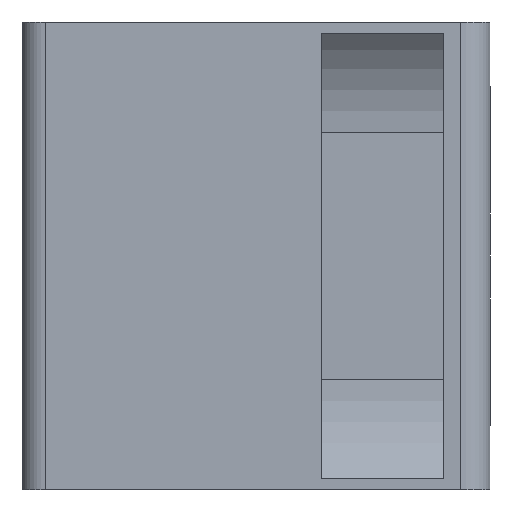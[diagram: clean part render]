
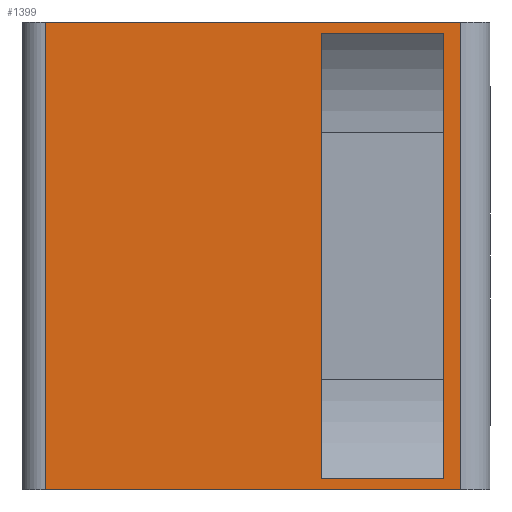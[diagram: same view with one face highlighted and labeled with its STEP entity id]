
A CAD part, left-side view. The second image highlights one B-rep face of the part: STEP entity #1399.
In plain terms, the highlighted planar face has unit normal (-1, 0, 0).
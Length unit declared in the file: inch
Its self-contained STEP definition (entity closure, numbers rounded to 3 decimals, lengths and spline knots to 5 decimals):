
#35 = DIRECTION ( 'NONE',  ( 0., 0., -1. ) ) ;
#52 = AXIS2_PLACEMENT_3D ( 'NONE', #524, #507, #510 ) ;
#56 = LINE ( 'NONE', #316, #532 ) ;
#62 = EDGE_CURVE ( 'NONE', #949, #1271, #1306, .T. ) ;
#65 = EDGE_CURVE ( 'NONE', #947, #496, #56, .T. ) ;
#101 = EDGE_CURVE ( 'NONE', #947, #255, #860, .T. ) ;
#114 = VERTEX_POINT ( 'NONE', #979 ) ;
#115 = ORIENTED_EDGE ( 'NONE', *, *, #1032, .F. ) ;
#147 = EDGE_CURVE ( 'NONE', #114, #1271, #279, .T. ) ;
#194 = VECTOR ( 'NONE', #1110, 39.37008 ) ;
#255 = VERTEX_POINT ( 'NONE', #1484 ) ;
#276 = CARTESIAN_POINT ( 'NONE',  ( 0., 0.225, 0.0155 ) ) ;
#279 = LINE ( 'NONE', #1511, #1265 ) ;
#287 = DIRECTION ( 'NONE',  ( 0., 0., 1. ) ) ;
#316 = CARTESIAN_POINT ( 'NONE',  ( 0., 0.225, 0.0155 ) ) ;
#364 = DIRECTION ( 'NONE',  ( 0., -1., 0. ) ) ;
#365 = VERTEX_POINT ( 'NONE', #1236 ) ;
#387 = CARTESIAN_POINT ( 'NONE',  ( 0., 0.594, 0. ) ) ;
#394 = LINE ( 'NONE', #864, #1485 ) ;
#416 = EDGE_CURVE ( 'NONE', #365, #949, #1173, .T. ) ;
#493 = VECTOR ( 'NONE', #287, 39.37008 ) ;
#496 = VERTEX_POINT ( 'NONE', #749 ) ;
#507 = DIRECTION ( 'NONE',  ( 1., 0., 0. ) ) ;
#510 = DIRECTION ( 'NONE',  ( 0., 1., 0. ) ) ;
#522 = PLANE ( 'NONE',  #52 ) ;
#524 = CARTESIAN_POINT ( 'NONE',  ( 0., 0.594, 0.625 ) ) ;
#532 = VECTOR ( 'NONE', #364, 39.37008 ) ;
#538 = CARTESIAN_POINT ( 'NONE',  ( 0., 0.062, 0.6095 ) ) ;
#541 = ORIENTED_EDGE ( 'NONE', *, *, #719, .F. ) ;
#677 = CARTESIAN_POINT ( 'NONE',  ( 0., 0.03937, 0. ) ) ;
#719 = EDGE_CURVE ( 'NONE', #365, #114, #394, .T. ) ;
#749 = CARTESIAN_POINT ( 'NONE',  ( 0., 0.062, 0.0155 ) ) ;
#783 = FACE_OUTER_BOUND ( 'NONE', #913, .T. ) ;
#792 = LINE ( 'NONE', #1008, #1467 ) ;
#822 = ORIENTED_EDGE ( 'NONE', *, *, #62, .T. ) ;
#860 = LINE ( 'NONE', #276, #493 ) ;
#861 = DIRECTION ( 'NONE',  ( 0., -1., 0. ) ) ;
#864 = CARTESIAN_POINT ( 'NONE',  ( 0., 0.594, 0.625 ) ) ;
#909 = ORIENTED_EDGE ( 'NONE', *, *, #416, .T. ) ;
#913 = EDGE_LOOP ( 'NONE', ( #822, #1194, #541, #909 ) ) ;
#947 = VERTEX_POINT ( 'NONE', #1278 ) ;
#949 = VERTEX_POINT ( 'NONE', #1269 ) ;
#965 = EDGE_CURVE ( 'NONE', #255, #1350, #1244, .T. ) ;
#979 = CARTESIAN_POINT ( 'NONE',  ( 0., 0.03937, 0.625 ) ) ;
#1008 = CARTESIAN_POINT ( 'NONE',  ( 0., 0.062, 0.0155 ) ) ;
#1011 = DIRECTION ( 'NONE',  ( 0., 0., 1. ) ) ;
#1032 = EDGE_CURVE ( 'NONE', #496, #1350, #792, .T. ) ;
#1084 = EDGE_LOOP ( 'NONE', ( #1274, #1309, #1349, #115 ) ) ;
#1110 = DIRECTION ( 'NONE',  ( 0., 0., -1. ) ) ;
#1155 = FACE_BOUND ( 'NONE', #1084, .T. ) ;
#1158 = DIRECTION ( 'NONE',  ( 0., -1., 0. ) ) ;
#1162 = VECTOR ( 'NONE', #1300, 39.37008 ) ;
#1173 = LINE ( 'NONE', #1417, #194 ) ;
#1194 = ORIENTED_EDGE ( 'NONE', *, *, #147, .F. ) ;
#1236 = CARTESIAN_POINT ( 'NONE',  ( 0., 0.594, 0.625 ) ) ;
#1244 = LINE ( 'NONE', #1279, #1162 ) ;
#1265 = VECTOR ( 'NONE', #35, 39.37008 ) ;
#1268 = VECTOR ( 'NONE', #1158, 39.37008 ) ;
#1269 = CARTESIAN_POINT ( 'NONE',  ( 0., 0.594, 0. ) ) ;
#1271 = VERTEX_POINT ( 'NONE', #677 ) ;
#1274 = ORIENTED_EDGE ( 'NONE', *, *, #65, .F. ) ;
#1278 = CARTESIAN_POINT ( 'NONE',  ( 0., 0.225, 0.0155 ) ) ;
#1279 = CARTESIAN_POINT ( 'NONE',  ( 0., 0.225, 0.6095 ) ) ;
#1300 = DIRECTION ( 'NONE',  ( 0., -1., 0. ) ) ;
#1306 = LINE ( 'NONE', #387, #1268 ) ;
#1309 = ORIENTED_EDGE ( 'NONE', *, *, #101, .T. ) ;
#1349 = ORIENTED_EDGE ( 'NONE', *, *, #965, .T. ) ;
#1350 = VERTEX_POINT ( 'NONE', #538 ) ;
#1399 = ADVANCED_FACE ( 'NONE', ( #783, #1155 ), #522, .F. ) ;
#1417 = CARTESIAN_POINT ( 'NONE',  ( 0., 0.594, 0.625 ) ) ;
#1467 = VECTOR ( 'NONE', #1011, 39.37008 ) ;
#1484 = CARTESIAN_POINT ( 'NONE',  ( 0., 0.225, 0.6095 ) ) ;
#1485 = VECTOR ( 'NONE', #861, 39.37008 ) ;
#1511 = CARTESIAN_POINT ( 'NONE',  ( 0., 0.03937, 0.625 ) ) ;
